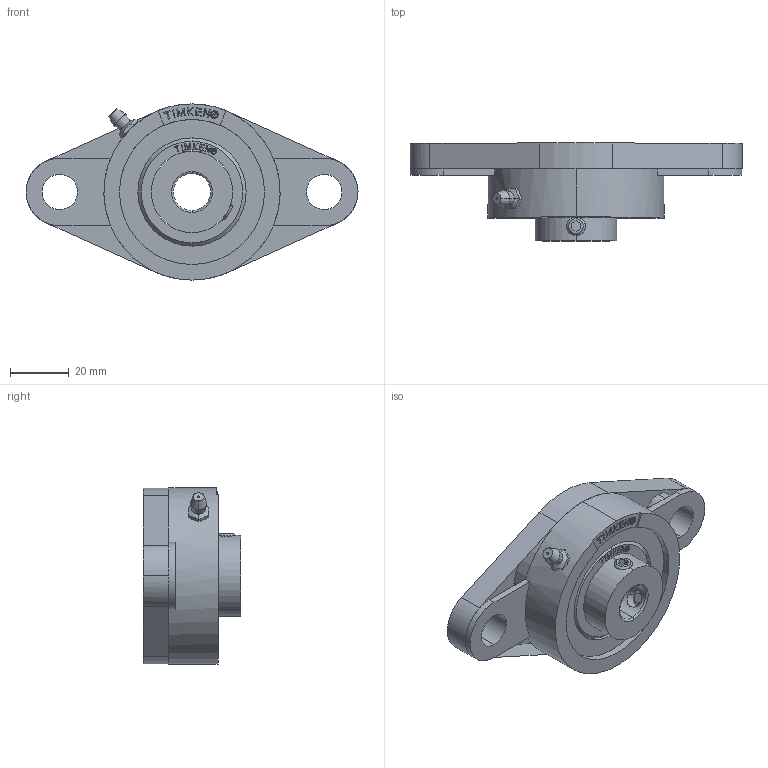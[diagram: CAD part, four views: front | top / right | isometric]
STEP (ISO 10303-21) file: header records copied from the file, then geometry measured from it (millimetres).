
FILE_DESCRIPTION(('starvars output'),'1');
FILE_NAME('cv20230918172406000024177.stp','17:24:06 2023/09/18',('Thomas Industrial Network Germany GmbH'),(' '),'Spatial InterOp 3D',' ',' ');
FILE_SCHEMA(('AP242_MANAGED_MODEL_BASED_3D_ENGINEERING_MIM_LF {1 0 10303 442 2 1 4}'));
Length unit declared in the file: millimetre
Products named in the file (1): 1
Bounding box: 113 x 33.3 x 59.98 mm (x, y, z)
Volume: 65008 mm3; surface area: 24252.1 mm2
Topology: 2 solids, 3 shells, 419 faces, 1070 edges, 696 vertices
Faces by surface type: plane 295, cylinder 82, cone 28, torus 12, sphere 2
Entity records: 16284 total; most frequent: CARTESIAN_POINT 2646, ORIENTED_EDGE 2136, DIRECTION 2073, EDGE_CURVE 1068, LINE 821, VECTOR 821, VERTEX_POINT 696, AXIS2_PLACEMENT_3D 626
